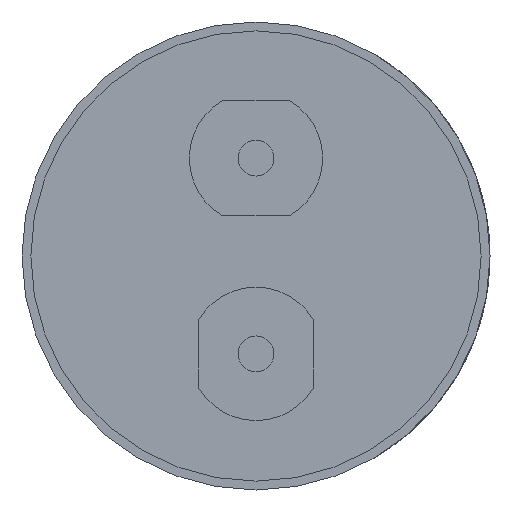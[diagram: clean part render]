
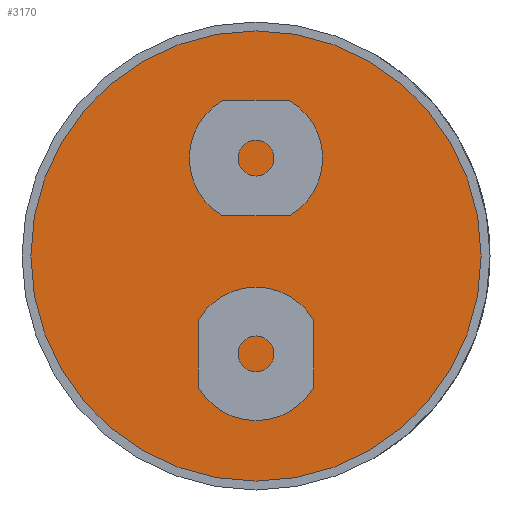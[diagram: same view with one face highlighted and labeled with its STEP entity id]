
A CAD part, front view. The second image highlights one B-rep face of the part: STEP entity #3170.
In plain terms, the highlighted planar face has unit normal (0, -1, 0).
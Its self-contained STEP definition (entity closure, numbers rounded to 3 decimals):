
#523 = AXIS2_PLACEMENT_3D ( 'NONE', #974, #4303, #2569 ) ;
#730 = EDGE_CURVE ( 'NONE', #1383, #1632, #2292, .T. ) ;
#974 = CARTESIAN_POINT ( 'NONE',  ( 0., 3., 0. ) ) ;
#1038 = CARTESIAN_POINT ( 'NONE',  ( 0., 3., 25.3 ) ) ;
#1383 = VERTEX_POINT ( 'NONE', #1038 ) ;
#1623 = PLANE ( 'NONE',  #2493 ) ;
#1632 = VERTEX_POINT ( 'NONE', #5045 ) ;
#2019 = DIRECTION ( 'NONE',  ( 0., -1., 0. ) ) ;
#2210 = ORIENTED_EDGE ( 'NONE', *, *, #730, .T. ) ;
#2292 = CIRCLE ( 'NONE', #523, 25.3 ) ;
#2475 = DIRECTION ( 'NONE',  ( 0., 0., -1. ) ) ;
#2493 = AXIS2_PLACEMENT_3D ( 'NONE', #3202, #2019, #4893 ) ;
#2528 = CARTESIAN_POINT ( 'NONE',  ( 0., 3., 0. ) ) ;
#2569 = DIRECTION ( 'NONE',  ( 0., 0., -1. ) ) ;
#3170 = ADVANCED_FACE ( 'NONE', ( #3525 ), #1623, .T. ) ;
#3202 = CARTESIAN_POINT ( 'NONE',  ( 0., 3., 0. ) ) ;
#3381 = CIRCLE ( 'NONE', #5201, 25.3 ) ;
#3525 = FACE_OUTER_BOUND ( 'NONE', #3903, .T. ) ;
#3903 = EDGE_LOOP ( 'NONE', ( #5019, #2210 ) ) ;
#4303 = DIRECTION ( 'NONE',  ( 0., -1., 0. ) ) ;
#4375 = EDGE_CURVE ( 'NONE', #1632, #1383, #3381, .T. ) ;
#4893 = DIRECTION ( 'NONE',  ( 0., 0., -1. ) ) ;
#4942 = DIRECTION ( 'NONE',  ( 0., -1., 0. ) ) ;
#5019 = ORIENTED_EDGE ( 'NONE', *, *, #4375, .T. ) ;
#5045 = CARTESIAN_POINT ( 'NONE',  ( 0., 3., -25.3 ) ) ;
#5201 = AXIS2_PLACEMENT_3D ( 'NONE', #2528, #4942, #2475 ) ;
